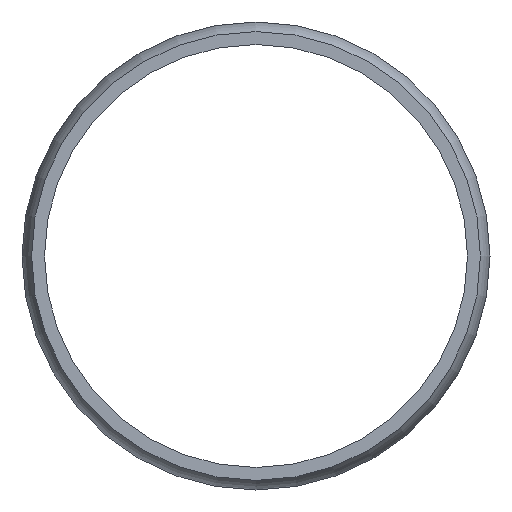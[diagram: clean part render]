
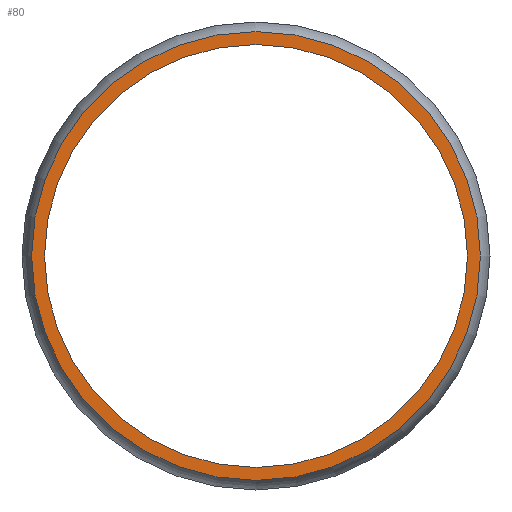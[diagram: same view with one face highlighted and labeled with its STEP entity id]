
A CAD part, front view. The second image highlights one B-rep face of the part: STEP entity #80.
In plain terms, the highlighted planar face has unit normal (0, -1, 0).
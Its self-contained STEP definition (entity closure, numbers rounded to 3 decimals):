
#18=PLANE('',#94);
#24=FACE_BOUND('',#42,.T.);
#30=FACE_OUTER_BOUND('',#41,.T.);
#41=EDGE_LOOP('',(#71));
#42=EDGE_LOOP('',(#72));
#43=CIRCLE('',#84,49.7);
#48=CIRCLE('',#93,52.747);
#49=VERTEX_POINT('',#123);
#54=VERTEX_POINT('',#137);
#55=EDGE_CURVE('',#49,#49,#43,.T.);
#60=EDGE_CURVE('',#54,#54,#48,.T.);
#71=ORIENTED_EDGE('',*,*,#60,.T.);
#72=ORIENTED_EDGE('',*,*,#55,.F.);
#80=ADVANCED_FACE('',(#30,#24),#18,.T.);
#84=AXIS2_PLACEMENT_3D('',#124,#99,#100);
#93=AXIS2_PLACEMENT_3D('',#138,#117,#118);
#94=AXIS2_PLACEMENT_3D('',#139,#119,#120);
#99=DIRECTION('center_axis',(0.,-1.,0.));
#100=DIRECTION('ref_axis',(1.,0.,0.));
#117=DIRECTION('center_axis',(0.,-1.,0.));
#118=DIRECTION('ref_axis',(1.,0.,0.));
#119=DIRECTION('center_axis',(0.,-1.,0.));
#120=DIRECTION('ref_axis',(0.,0.,-1.));
#123=CARTESIAN_POINT('',(49.7,0.,0.));
#124=CARTESIAN_POINT('Origin',(0.,0.,0.));
#137=CARTESIAN_POINT('',(52.747,0.,0.));
#138=CARTESIAN_POINT('Origin',(0.,0.,0.));
#139=CARTESIAN_POINT('Origin',(49.7,0.,0.));
